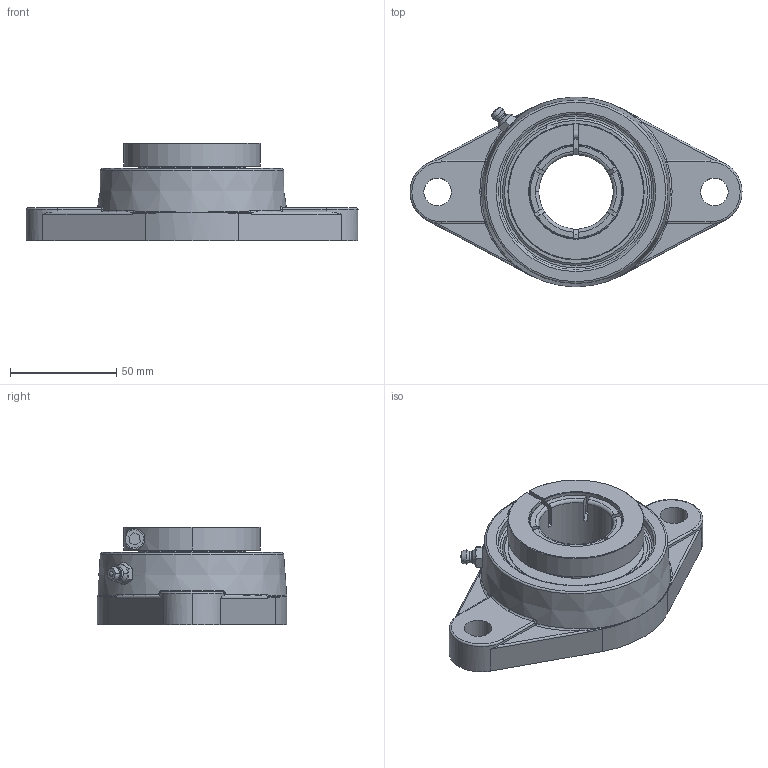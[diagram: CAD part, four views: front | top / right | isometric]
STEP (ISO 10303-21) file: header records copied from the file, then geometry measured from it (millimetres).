
FILE_DESCRIPTION(('HOOPS Exchange Step'),'2;1');
FILE_NAME('export-E43DB1A9-64A5-47F6-ACBB-1F51073B932F.stp','2019-12-13T09:40:59-08:00',('ibuslach'),('Alibre'),'HOOPS Exchange 2019.2','Alibre','Unknown authorisation');
FILE_SCHEMA( ('AP242_MANAGED_MODEL_BASED_3D_ENGINEERING_MIM_LF {1 0 10303 442 1 1 4 }') );
Length unit declared in the file: centimetre
Products named in the file (8): MRN SFT 207; UCP ZERK 5mm; SUE 207 BOLT; SUE 207 LOCK RING; SUE 207 SHIELD; SUE 207 RACES; MRN SUE 207; MRN SUEFT 207
Assembly tree (8 placements, depth 3):
  MRN SUEFT 207
    MRN SFT 207
    UCP ZERK 5mm
    MRN SUE 207
      SUE 207 BOLT
      SUE 207 LOCK RING
      SUE 207 SHIELD  x2
      SUE 207 RACES
Bounding box: 156 x 89 x 45.9 mm (x, y, z)
Volume: 175988 mm3; surface area: 67679.8 mm2
Topology: 8 solids, 8 shells, 271 faces, 732 edges, 471 vertices
Faces by surface type: plane 81, cylinder 68, cone 41, torus 38, bspline 34, sphere 9
Full cylindrical faces by diameter (mm): 1.48 x2, 4.134 x1, 4.137 x1, 5 x2, 5.8 x1, 8.5 x1, 13 x2, 35 x1, 50 x4, 51.016 x2, 62 x2, 64 x2, 73.166 x1, 75.166 x1
Entity records: 16582 total; most frequent: CARTESIAN_POINT 9894, ORIENTED_EDGE 1404, DIRECTION 1353, EDGE_CURVE 702, AXIS2_PLACEMENT_3D 563, VERTEX_POINT 457, CIRCLE 309, EDGE_LOOP 291
